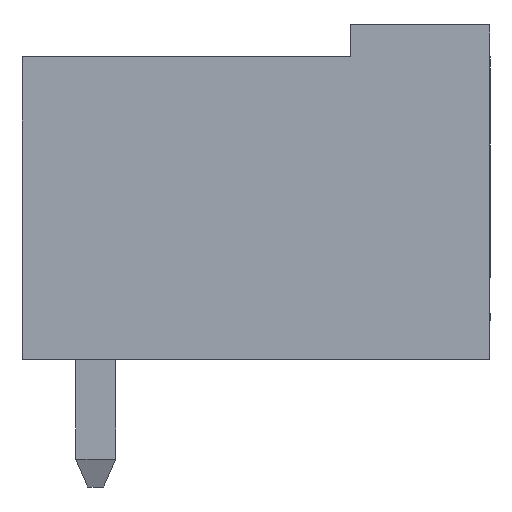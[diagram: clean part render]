
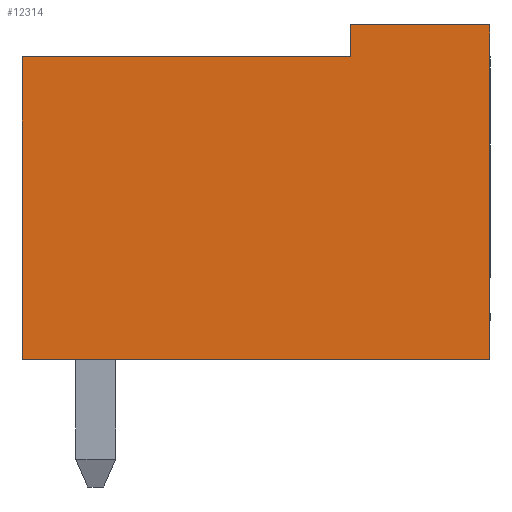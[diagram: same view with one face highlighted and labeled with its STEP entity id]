
A CAD part, left-side view. The second image highlights one B-rep face of the part: STEP entity #12314.
In plain terms, the highlighted planar face has unit normal (-1, 0, 0).
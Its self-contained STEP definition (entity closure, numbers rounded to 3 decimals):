
#12304=AXIS2_PLACEMENT_3D('Plane Axis2P3D',#12301,#12302,#12303) ;
#343=CARTESIAN_POINT('Vertex',(0.,0.,11.6)) ;
#346=CARTESIAN_POINT('Line Origine',(0.,0.,7.4)) ;
#350=CARTESIAN_POINT('Vertex',(0.,0.,3.2)) ;
#1685=CARTESIAN_POINT('Vertex',(0.,3.5,11.6)) ;
#1688=CARTESIAN_POINT('Line Origine',(0.,1.75,11.6)) ;
#2142=CARTESIAN_POINT('Vertex',(0.,11.75,10.8)) ;
#2145=CARTESIAN_POINT('Line Origine',(0.,7.625,10.8)) ;
#2149=CARTESIAN_POINT('Vertex',(0.,3.5,10.8)) ;
#3062=CARTESIAN_POINT('Vertex',(0.,11.75,3.2)) ;
#3065=CARTESIAN_POINT('Line Origine',(0.,11.75,7.)) ;
#3472=CARTESIAN_POINT('Line Origine',(0.,5.875,3.2)) ;
#12008=CARTESIAN_POINT('Line Origine',(0.,3.5,11.2)) ;
#12301=CARTESIAN_POINT('Axis2P3D Location',(0.,0.,0.)) ;
#347=DIRECTION('Vector Direction',(0.,0.,-1.)) ;
#1689=DIRECTION('Vector Direction',(0.,-1.,0.)) ;
#2146=DIRECTION('Vector Direction',(0.,-1.,0.)) ;
#3066=DIRECTION('Vector Direction',(0.,0.,1.)) ;
#3473=DIRECTION('Vector Direction',(0.,1.,0.)) ;
#12009=DIRECTION('Vector Direction',(0.,0.,1.)) ;
#12302=DIRECTION('Axis2P3D Direction',(-1.,0.,0.)) ;
#12303=DIRECTION('Axis2P3D XDirection',(0.,-1.,0.)) ;
#348=VECTOR('Line Direction',#347,1.) ;
#1690=VECTOR('Line Direction',#1689,1.) ;
#2147=VECTOR('Line Direction',#2146,1.) ;
#3067=VECTOR('Line Direction',#3066,1.) ;
#3474=VECTOR('Line Direction',#3473,1.) ;
#12010=VECTOR('Line Direction',#12009,1.) ;
#12307=ORIENTED_EDGE('',*,*,#12012,.T.) ;
#12308=ORIENTED_EDGE('',*,*,#2151,.T.) ;
#12309=ORIENTED_EDGE('',*,*,#3069,.T.) ;
#12310=ORIENTED_EDGE('',*,*,#3476,.T.) ;
#12311=ORIENTED_EDGE('',*,*,#352,.T.) ;
#12312=ORIENTED_EDGE('',*,*,#1692,.T.) ;
#12314=ADVANCED_FACE('HOUSING',(#12313),#12305,.T.) ;
#352=EDGE_CURVE('',#351,#344,#349,.F.) ;
#1692=EDGE_CURVE('',#344,#1686,#1691,.F.) ;
#2151=EDGE_CURVE('',#2150,#2143,#2148,.F.) ;
#3069=EDGE_CURVE('',#2143,#3063,#3068,.F.) ;
#3476=EDGE_CURVE('',#3063,#351,#3475,.F.) ;
#12012=EDGE_CURVE('',#1686,#2150,#12011,.F.) ;
#12306=EDGE_LOOP('',(#12307,#12308,#12309,#12310,#12311,#12312)) ;
#12313=FACE_OUTER_BOUND('',#12306,.T.) ;
#349=LINE('Line',#346,#348) ;
#1691=LINE('Line',#1688,#1690) ;
#2148=LINE('Line',#2145,#2147) ;
#3068=LINE('Line',#3065,#3067) ;
#3475=LINE('Line',#3472,#3474) ;
#12011=LINE('Line',#12008,#12010) ;
#12305=PLANE('',#12304) ;
#344=VERTEX_POINT('',#343) ;
#351=VERTEX_POINT('',#350) ;
#1686=VERTEX_POINT('',#1685) ;
#2143=VERTEX_POINT('',#2142) ;
#2150=VERTEX_POINT('',#2149) ;
#3063=VERTEX_POINT('',#3062) ;
